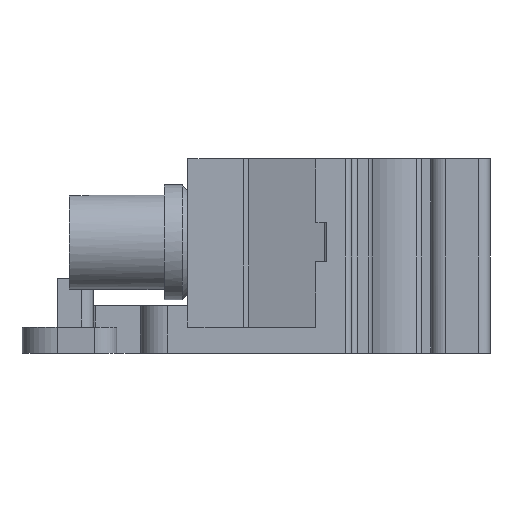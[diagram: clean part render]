
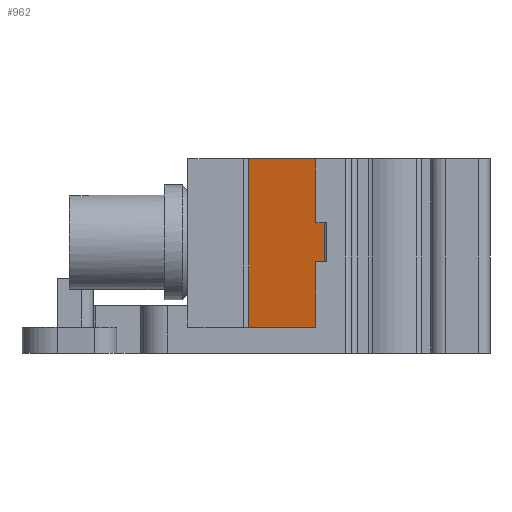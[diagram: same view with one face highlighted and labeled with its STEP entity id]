
A CAD part, left-side view. The second image highlights one B-rep face of the part: STEP entity #962.
In plain terms, the highlighted planar face has unit normal (-0.973, 0.232, 0).
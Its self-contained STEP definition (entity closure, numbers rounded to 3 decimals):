
#962 = ADVANCED_FACE( '', ( #1966 ), #1967, .T. );
#1966 = FACE_OUTER_BOUND( '', #3184, .T. );
#1967 = PLANE( '', #3185 );
#3184 = EDGE_LOOP( '', ( #5563, #5564, #5565, #5566 ) );
#3185 = AXIS2_PLACEMENT_3D( '', #5567, #5568, #5569 );
#5563 = ORIENTED_EDGE( '', *, *, #6296, .T. );
#5564 = ORIENTED_EDGE( '', *, *, #6662, .T. );
#5565 = ORIENTED_EDGE( '', *, *, #6026, .T. );
#5566 = ORIENTED_EDGE( '', *, *, #6411, .T. );
#5567 = CARTESIAN_POINT( '', ( 3946.915, 3272.761, 0.1 ) );
#5568 = DIRECTION( '', ( -0.973, 0.232, 0. ) );
#5569 = DIRECTION( '', ( 0.232, 0.973, 0. ) );
#6026 = EDGE_CURVE( '', #7217, #7218, #7219, .T. );
#6296 = EDGE_CURVE( '', #7636, #7634, #7637, .F. );
#6411 = EDGE_CURVE( '', #7218, #7636, #7799, .F. );
#6662 = EDGE_CURVE( '', #7634, #7217, #8116, .T. );
#7217 = VERTEX_POINT( '', #8841 );
#7218 = VERTEX_POINT( '', #8842 );
#7219 = LINE( '', #8843, #8844 );
#7634 = VERTEX_POINT( '', #9474 );
#7636 = VERTEX_POINT( '', #9476 );
#7637 = LINE( '', #9477, #9478 );
#7799 = LINE( '', #9700, #9701 );
#8116 = LINE( '', #10128, #10129 );
#8841 = CARTESIAN_POINT( '', ( 3948.465, 3279.251, -0.1 ) );
#8842 = CARTESIAN_POINT( '', ( 3948.465, 3279.251, -14.3 ) );
#8843 = CARTESIAN_POINT( '', ( 3948.465, 3279.251, -0.1 ) );
#8844 = VECTOR( '', #10560, 1000. );
#9474 = CARTESIAN_POINT( '', ( 3946.939, 3272.858, -0.1 ) );
#9476 = CARTESIAN_POINT( '', ( 3946.939, 3272.858, -14.3 ) );
#9477 = CARTESIAN_POINT( '', ( 3946.939, 3272.858, 0.1 ) );
#9478 = VECTOR( '', #10880, 1000. );
#9700 = CARTESIAN_POINT( '', ( 3946.915, 3272.761, -14.3 ) );
#9701 = VECTOR( '', #11010, 1000. );
#10128 = CARTESIAN_POINT( '', ( 3946.915, 3272.761, -0.1 ) );
#10129 = VECTOR( '', #11321, 1000. );
#10560 = DIRECTION( '', ( 0., 0., -1. ) );
#10880 = DIRECTION( '', ( 0., 0., -1. ) );
#11010 = DIRECTION( '', ( 0.232, 0.973, 0. ) );
#11321 = DIRECTION( '', ( 0.232, 0.973, 0. ) );
